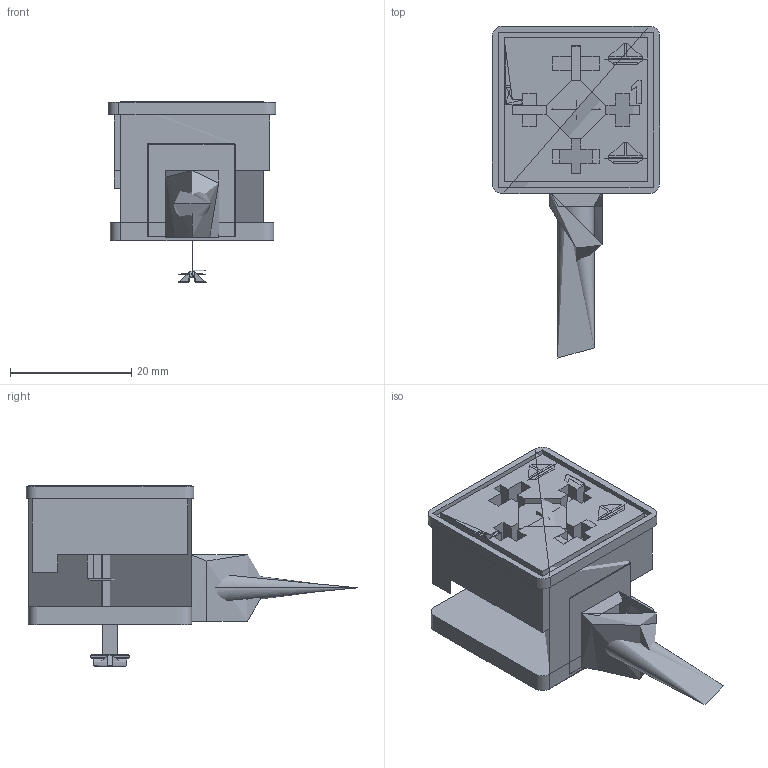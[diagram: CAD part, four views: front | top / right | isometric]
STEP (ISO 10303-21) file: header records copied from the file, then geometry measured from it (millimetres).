
FILE_DESCRIPTION(/* description */ (''),/* implementation_level */ '2;1');
FILE_NAME(/* name */ 'AB2A~AXU',/* time_stamp */ '2019-01-08T14:36:35+01:00',/* author */ (''),/* organization */ (''),/* preprocessor_version */ 'ST-DEVELOPER v15',/* originating_system */ '',/* authorisation */ '');
FILE_SCHEMA (('CONFIG_CONTROL_DESIGN'));
Length unit declared in the file: millimetre
Products named in the file (1): Document
Bounding box: 27.7 x 54.81 x 29.82 mm (x, y, z)
Volume: 6612.3 mm3; surface area: 11530 mm2
Topology: 3 solids, 20 shells, 317 faces, 852 edges, 566 vertices
Faces by surface type: plane 219, bspline 98
Entity records: 11250 total; most frequent: CARTESIAN_POINT 5816, ORIENTED_EDGE 1606, EDGE_CURVE 847, B_SPLINE_CURVE_WITH_KNOTS 605, VERTEX_POINT 564, EDGE_LOOP 345, ADVANCED_FACE 317, FACE_OUTER_BOUND 317
